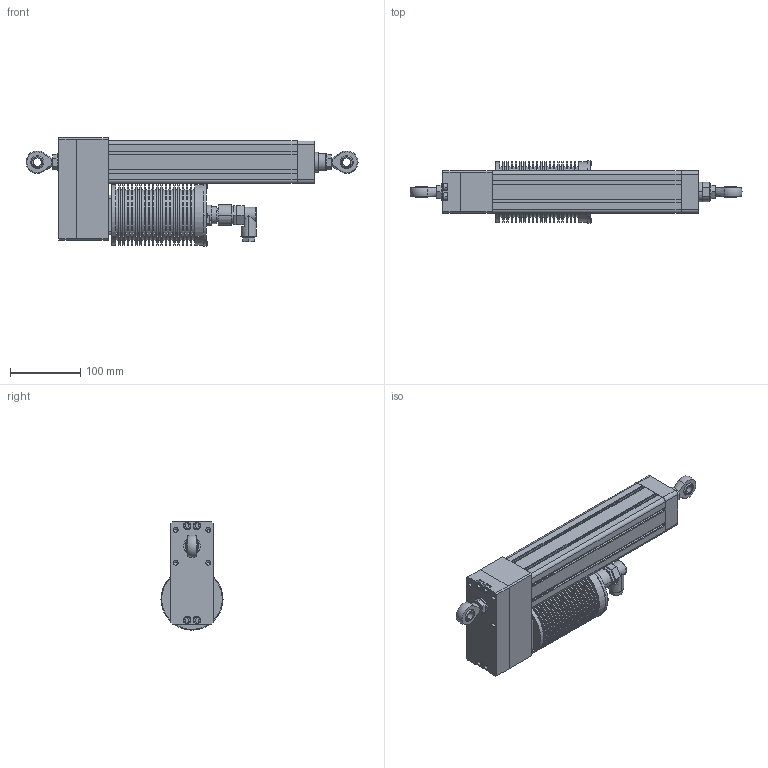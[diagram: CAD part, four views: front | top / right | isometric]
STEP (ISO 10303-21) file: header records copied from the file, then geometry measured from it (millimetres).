
FILE_DESCRIPTION((''),'2;1');
FILE_NAME('K1611281_stp.stp','2018-01-25T16:50:56',(''),(''),'Mechanical Desktop 2009','Mechanical Desktop 2009',', , ');
FILE_SCHEMA(('CONFIG_CONTROL_DESIGN'));
Length unit declared in the file: millimetre
Products named in the file (44): K1611281_STP; K1309121A; K1309121; K0702222; K0702222A; K0804232; K0804232A; K0711167; K0711167A; K0711014; K0711014A; GELENKKOPF_M12; TEIL1A; TEIL2; U-SCHEIBE_M12A; U-SCHEIBE_M12; 6KT-MUTTER_M12_05DA; 6KT-MUTTER_M12_05D; Gelenkkopf_M12|AVE_RENDER; Gelenkkopf_M12|AVE_GLOBAL; Gelenkkopf_M12|RM_SDB; I-6KT_SCHRAUBE_M6X25; I-6KT_SCHRAUBE_M6X25A; E1706096_STP; K1610317A; K1610317; E1706095A; E1706095; E1706097; E1706097A; FLANSCHSTECKER_KUNSTST_7PA; FLANSCHSTECKER_KUNSTST_7P; I-6KT_SCHRAUBE_M3X8; I-6KT_SCHRAUBE_M3X8A; LINSENKREUZSCHRAUBE_M3_8; TEIL1; KABELDOSE_WINKEL_KUNSTST_7P; KABELDOSE_WINKEL_KUNSTST_7PA; RM_SDB; 1 ...
Assembly tree (57 placements, depth 4):
  K1611281_STP
    K1309121A
      K1309121
    K0702222
      K0702222A
    K0804232
      K0804232A
    K0711167
      K0711167A
    K0711014
      K0711014A
    GELENKKOPF_M12  x2
      TEIL1A
      TEIL2
      U-SCHEIBE_M12A
        U-SCHEIBE_M12
      6KT-MUTTER_M12_05DA
        6KT-MUTTER_M12_05D
      Gelenkkopf_M12|AVE_RENDER
      Gelenkkopf_M12|AVE_GLOBAL
      Gelenkkopf_M12|RM_SDB
    I-6KT_SCHRAUBE_M6X25  x4
      I-6KT_SCHRAUBE_M6X25A
    E1706096_STP
      K1610317A
        K1610317
      E1706095A
        E1706095
      E1706097
        E1706097A
      FLANSCHSTECKER_KUNSTST_7PA
        FLANSCHSTECKER_KUNSTST_7P
      I-6KT_SCHRAUBE_M3X8  x2
        I-6KT_SCHRAUBE_M3X8A
      LINSENKREUZSCHRAUBE_M3_8  x4
        TEIL1
    KABELDOSE_WINKEL_KUNSTST_7P
      KABELDOSE_WINKEL_KUNSTST_7PA
    RM_SDB  x3
  1
  2
  3
  4
Bounding box: 471 x 88 x 153.5 mm (x, y, z)
Volume: 1420549.8 mm3; surface area: 495143.2 mm2
Topology: 29 solids, 29 shells, 1266 faces, 3287 edges, 2095 vertices
Faces by surface type: plane 585, cylinder 512, cone 115, torus 25, bspline 23, sphere 6
Entity records: 35943 total; most frequent: CARTESIAN_POINT 7329, DIRECTION 6100, ORIENTED_EDGE 5624, EDGE_CURVE 2812, AXIS2_PLACEMENT_3D 2197, VERTEX_POINT 1831, VECTOR 1706, LINE 1706
